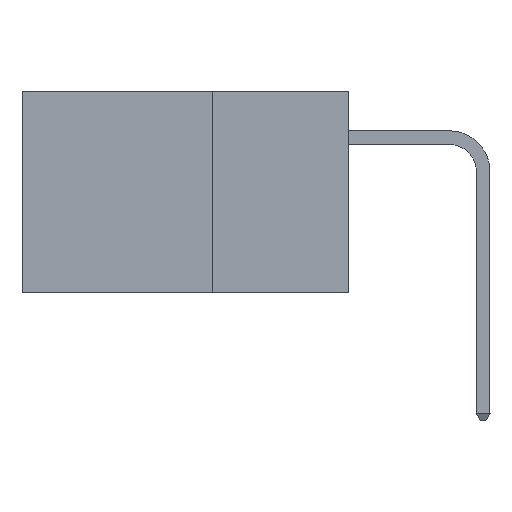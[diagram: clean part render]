
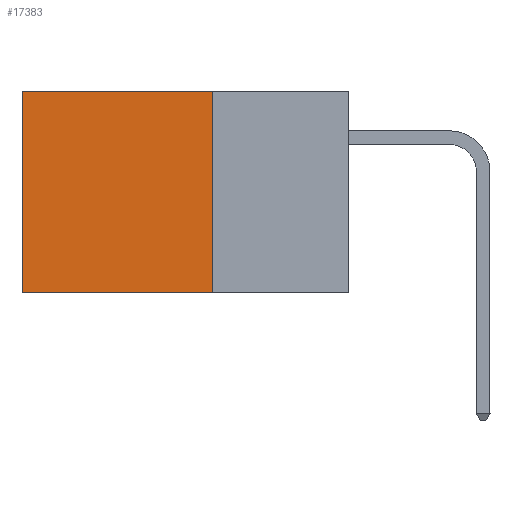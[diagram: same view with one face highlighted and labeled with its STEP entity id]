
A CAD part, left-side view. The second image highlights one B-rep face of the part: STEP entity #17383.
In plain terms, the highlighted planar face has unit normal (-1, 0, 0).
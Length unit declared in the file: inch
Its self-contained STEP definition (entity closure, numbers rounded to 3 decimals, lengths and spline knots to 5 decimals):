
#42 = CARTESIAN_POINT ( 'NONE',  ( 0.2875, 0.25, -0.37 ) ) ;
#59 = ORIENTED_EDGE ( 'NONE', *, *, #18130, .T. ) ;
#517 = ORIENTED_EDGE ( 'NONE', *, *, #21693, .F. ) ;
#675 = CARTESIAN_POINT ( 'NONE',  ( 0.2875, 0.25, 0. ) ) ;
#844 = LINE ( 'NONE', #16027, #11571 ) ;
#1475 = DIRECTION ( 'NONE',  ( 0., 0., -1. ) ) ;
#1966 = AXIS2_PLACEMENT_3D ( 'NONE', #5809, #24503, #26898 ) ;
#2002 = LINE ( 'NONE', #42, #4748 ) ;
#4630 = CARTESIAN_POINT ( 'NONE',  ( 0.2875, 0.25, 0. ) ) ;
#4748 = VECTOR ( 'NONE', #17051, 39.37008 ) ;
#5809 = CARTESIAN_POINT ( 'NONE',  ( 0.2875, 0.25, 0. ) ) ;
#7250 = CARTESIAN_POINT ( 'NONE',  ( 0.2875, 0.6, 0. ) ) ;
#7375 = ORIENTED_EDGE ( 'NONE', *, *, #21029, .F. ) ;
#7695 = VERTEX_POINT ( 'NONE', #13654 ) ;
#7813 = LINE ( 'NONE', #24827, #12375 ) ;
#7828 = VECTOR ( 'NONE', #17423, 39.37008 ) ;
#8846 = LINE ( 'NONE', #4630, #7828 ) ;
#11571 = VECTOR ( 'NONE', #18138, 39.37008 ) ;
#11708 = FACE_OUTER_BOUND ( 'NONE', #19476, .T. ) ;
#12133 = CARTESIAN_POINT ( 'NONE',  ( 0.2875, 0.25, -0.37 ) ) ;
#12375 = VECTOR ( 'NONE', #1475, 39.37008 ) ;
#12611 = EDGE_CURVE ( 'NONE', #19766, #7695, #844, .T. ) ;
#13654 = CARTESIAN_POINT ( 'NONE',  ( 0.2875, 0.6, -0.37 ) ) ;
#16027 = CARTESIAN_POINT ( 'NONE',  ( 0.2875, 0.6, 0. ) ) ;
#16237 = ORIENTED_EDGE ( 'NONE', *, *, #12611, .T. ) ;
#17051 = DIRECTION ( 'NONE',  ( 0., 1., 0. ) ) ;
#17383 = ADVANCED_FACE ( 'NONE', ( #11708 ), #25063, .F. ) ;
#17423 = DIRECTION ( 'NONE',  ( 0., 1., 0. ) ) ;
#18129 = VERTEX_POINT ( 'NONE', #675 ) ;
#18130 = EDGE_CURVE ( 'NONE', #18129, #19766, #8846, .T. ) ;
#18138 = DIRECTION ( 'NONE',  ( 0., 0., -1. ) ) ;
#19476 = EDGE_LOOP ( 'NONE', ( #16237, #517, #7375, #59 ) ) ;
#19766 = VERTEX_POINT ( 'NONE', #7250 ) ;
#21029 = EDGE_CURVE ( 'NONE', #18129, #21520, #7813, .T. ) ;
#21520 = VERTEX_POINT ( 'NONE', #12133 ) ;
#21693 = EDGE_CURVE ( 'NONE', #21520, #7695, #2002, .T. ) ;
#24503 = DIRECTION ( 'NONE',  ( 1., 0., 0. ) ) ;
#24827 = CARTESIAN_POINT ( 'NONE',  ( 0.2875, 0.25, 0. ) ) ;
#25063 = PLANE ( 'NONE',  #1966 ) ;
#26898 = DIRECTION ( 'NONE',  ( 0., 0., -1. ) ) ;
